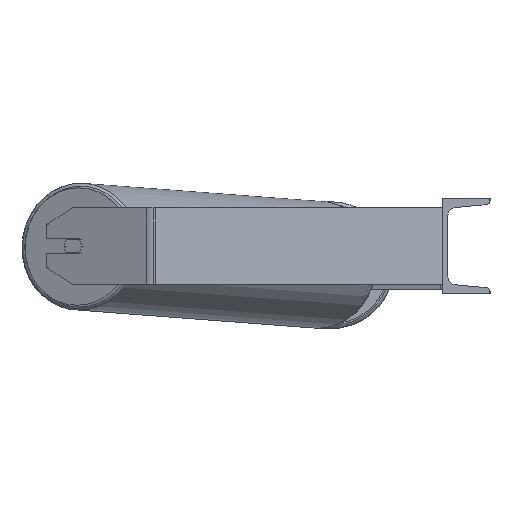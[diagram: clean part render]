
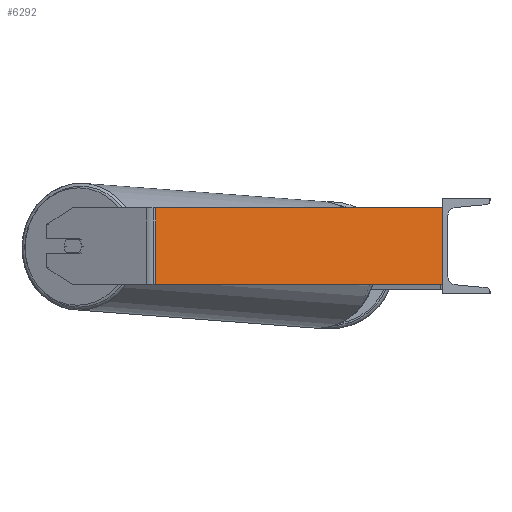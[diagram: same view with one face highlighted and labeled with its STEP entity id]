
A CAD part, left-side view. The second image highlights one B-rep face of the part: STEP entity #6292.
In plain terms, the highlighted planar face has unit normal (-0.985, -0.174, 0).
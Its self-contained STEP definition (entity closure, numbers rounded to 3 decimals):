
#373 = EDGE_CURVE ( 'NONE', #9016, #2861, #5688, .T. ) ;
#460 = VERTEX_POINT ( 'NONE', #1736 ) ;
#1649 = EDGE_CURVE ( 'NONE', #2861, #460, #7443, .T. ) ;
#1705 = VERTEX_POINT ( 'NONE', #3886 ) ;
#1736 = CARTESIAN_POINT ( 'NONE',  ( -885., 0., -40. ) ) ;
#1885 = ORIENTED_EDGE ( 'NONE', *, *, #8992, .T. ) ;
#2067 = VECTOR ( 'NONE', #4313, 1000. ) ;
#2411 = ORIENTED_EDGE ( 'NONE', *, *, #1649, .F. ) ;
#2716 = CARTESIAN_POINT ( 'NONE',  ( -938.758, 304.875, -40. ) ) ;
#2861 = VERTEX_POINT ( 'NONE', #6285 ) ;
#3161 = CARTESIAN_POINT ( 'NONE',  ( -938.758, 304.875, 40. ) ) ;
#3272 = ORIENTED_EDGE ( 'NONE', *, *, #6420, .T. ) ;
#3372 = AXIS2_PLACEMENT_3D ( 'NONE', #3161, #8664, #6558 ) ;
#3886 = CARTESIAN_POINT ( 'NONE',  ( -937.882, 299.907, -40. ) ) ;
#3977 = DIRECTION ( 'NONE',  ( 0.174, -0.985, 0. ) ) ;
#4313 = DIRECTION ( 'NONE',  ( 0.174, -0.985, 0. ) ) ;
#4354 = CARTESIAN_POINT ( 'NONE',  ( -938.758, 304.875, 40. ) ) ;
#4543 = PLANE ( 'NONE',  #3372 ) ;
#5384 = CARTESIAN_POINT ( 'NONE',  ( -885., 0., 40. ) ) ;
#5435 = VECTOR ( 'NONE', #3977, 1000. ) ;
#5549 = VECTOR ( 'NONE', #7757, 1000. ) ;
#5688 = LINE ( 'NONE', #4354, #2067 ) ;
#6285 = CARTESIAN_POINT ( 'NONE',  ( -885., 0., 40. ) ) ;
#6292 = ADVANCED_FACE ( 'NONE', ( #8794 ), #4543, .F. ) ;
#6337 = LINE ( 'NONE', #7667, #5549 ) ;
#6420 = EDGE_CURVE ( 'NONE', #1705, #460, #8301, .T. ) ;
#6558 = DIRECTION ( 'NONE',  ( -0.174, 0.985, 0. ) ) ;
#6820 = VECTOR ( 'NONE', #7354, 1000. ) ;
#7354 = DIRECTION ( 'NONE',  ( 0., 0., -1. ) ) ;
#7355 = ORIENTED_EDGE ( 'NONE', *, *, #373, .F. ) ;
#7443 = LINE ( 'NONE', #5384, #6820 ) ;
#7667 = CARTESIAN_POINT ( 'NONE',  ( -937.882, 299.907, 40. ) ) ;
#7757 = DIRECTION ( 'NONE',  ( 0., 0., -1. ) ) ;
#8301 = LINE ( 'NONE', #2716, #5435 ) ;
#8664 = DIRECTION ( 'NONE',  ( 0.985, 0.174, 0. ) ) ;
#8794 = FACE_OUTER_BOUND ( 'NONE', #8914, .T. ) ;
#8914 = EDGE_LOOP ( 'NONE', ( #3272, #2411, #7355, #1885 ) ) ;
#8992 = EDGE_CURVE ( 'NONE', #9016, #1705, #6337, .T. ) ;
#9016 = VERTEX_POINT ( 'NONE', #9103 ) ;
#9103 = CARTESIAN_POINT ( 'NONE',  ( -937.882, 299.907, 40. ) ) ;
